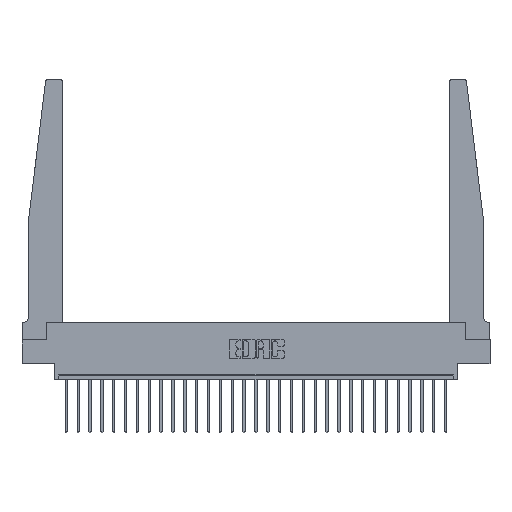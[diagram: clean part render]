
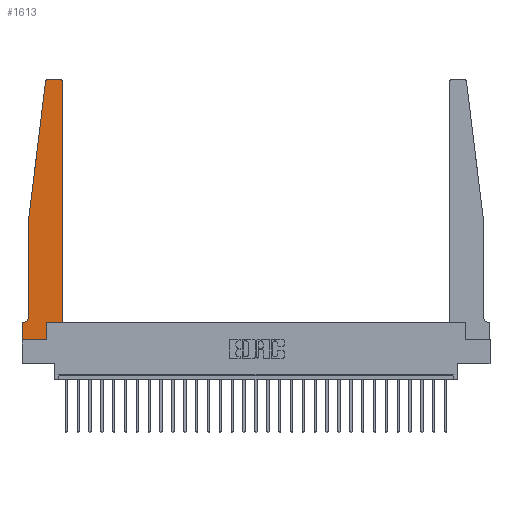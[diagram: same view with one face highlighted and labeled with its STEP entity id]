
A CAD part, top view. The second image highlights one B-rep face of the part: STEP entity #1613.
In plain terms, the highlighted planar face has unit normal (0, 0, 1).
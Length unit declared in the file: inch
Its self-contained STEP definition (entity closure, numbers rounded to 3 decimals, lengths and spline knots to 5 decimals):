
#287 = DIRECTION ( 'NONE',  ( 1., 0., 0. ) ) ;
#487 = DIRECTION ( 'NONE',  ( 1., 0., 0. ) ) ;
#494 = EDGE_CURVE ( 'NONE', #11683, #17517, #25801, .T. ) ;
#1045 = EDGE_CURVE ( 'NONE', #17517, #5839, #13803, .T. ) ;
#1464 = CARTESIAN_POINT ( 'NONE',  ( 0.065, 1.25, 0.37 ) ) ;
#1542 = AXIS2_PLACEMENT_3D ( 'NONE', #7458, #17620, #11577 ) ;
#1613 = ADVANCED_FACE ( 'NONE', ( #8987 ), #5002, .T. ) ;
#1656 = EDGE_CURVE ( 'NONE', #22465, #20923, #7684, .T. ) ;
#1668 = CARTESIAN_POINT ( 'NONE',  ( 0.015, 0.1875, 0.37 ) ) ;
#1754 = LINE ( 'NONE', #3021, #18204 ) ;
#2024 = EDGE_CURVE ( 'NONE', #14224, #22465, #17011, .T. ) ;
#2661 = ORIENTED_EDGE ( 'NONE', *, *, #1045, .T. ) ;
#3021 = CARTESIAN_POINT ( 'NONE',  ( 0.425, 0.18, 0.37 ) ) ;
#3318 = CARTESIAN_POINT ( 'NONE',  ( 0.065, 1.25, 0.37 ) ) ;
#3610 = AXIS2_PLACEMENT_3D ( 'NONE', #25247, #10744, #487 ) ;
#3691 = CARTESIAN_POINT ( 'NONE',  ( 0.015, 0.2375, 0.37 ) ) ;
#3976 = DIRECTION ( 'NONE',  ( 1., 0., 0. ) ) ;
#4723 = DIRECTION ( 'NONE',  ( 0., 0., 1. ) ) ;
#5002 = PLANE ( 'NONE',  #10091 ) ;
#5186 = VECTOR ( 'NONE', #287, 39.37008 ) ;
#5206 = CARTESIAN_POINT ( 'NONE',  ( 0.065, 1.25, 0.37 ) ) ;
#5759 = DIRECTION ( 'NONE',  ( -1., 0., 0. ) ) ;
#5839 = VERTEX_POINT ( 'NONE', #19361 ) ;
#5855 = CARTESIAN_POINT ( 'NONE',  ( 0., 0., 0.37 ) ) ;
#5958 = VERTEX_POINT ( 'NONE', #11592 ) ;
#6422 = ORIENTED_EDGE ( 'NONE', *, *, #1656, .T. ) ;
#6793 = VECTOR ( 'NONE', #15629, 39.37008 ) ;
#7380 = CARTESIAN_POINT ( 'NONE',  ( 0.2605, 0.18, 0.37 ) ) ;
#7458 = CARTESIAN_POINT ( 'NONE',  ( 0.27653, 2.72, 0.37 ) ) ;
#7684 = LINE ( 'NONE', #9126, #12509 ) ;
#8268 = EDGE_LOOP ( 'NONE', ( #19622, #26570, #9561, #2661, #24404, #24040, #6422, #23326, #24068, #11578, #19558, #8805 ) ) ;
#8412 = CIRCLE ( 'NONE', #10439, 0.05 ) ;
#8671 = VECTOR ( 'NONE', #17345, 39.37008 ) ;
#8761 = CARTESIAN_POINT ( 'NONE',  ( 0., 0.1875, 0.37 ) ) ;
#8805 = ORIENTED_EDGE ( 'NONE', *, *, #17817, .T. ) ;
#8987 = FACE_OUTER_BOUND ( 'NONE', #8268, .T. ) ;
#9126 = CARTESIAN_POINT ( 'NONE',  ( 0., 0., 0.37 ) ) ;
#9561 = ORIENTED_EDGE ( 'NONE', *, *, #494, .T. ) ;
#10077 = CARTESIAN_POINT ( 'NONE',  ( 0.065, 0.1875, 0.37 ) ) ;
#10091 = AXIS2_PLACEMENT_3D ( 'NONE', #8761, #4723, #14861 ) ;
#10439 = AXIS2_PLACEMENT_3D ( 'NONE', #3691, #12137, #5759 ) ;
#10744 = DIRECTION ( 'NONE',  ( 0., 0., 1. ) ) ;
#10796 = CARTESIAN_POINT ( 'NONE',  ( 0.2605, 0.18, 0.37 ) ) ;
#11223 = LINE ( 'NONE', #19049, #12164 ) ;
#11352 = DIRECTION ( 'NONE',  ( 0., -1., 0. ) ) ;
#11477 = VECTOR ( 'NONE', #3976, 39.37008 ) ;
#11522 = VECTOR ( 'NONE', #20325, 39.37008 ) ;
#11577 = DIRECTION ( 'NONE',  ( 1., 0., 0. ) ) ;
#11578 = ORIENTED_EDGE ( 'NONE', *, *, #14037, .T. ) ;
#11592 = CARTESIAN_POINT ( 'NONE',  ( 0.27653, 2.75, 0.37 ) ) ;
#11683 = VERTEX_POINT ( 'NONE', #16643 ) ;
#12137 = DIRECTION ( 'NONE',  ( 0., 0., -1. ) ) ;
#12164 = VECTOR ( 'NONE', #14987, 39.37008 ) ;
#12509 = VECTOR ( 'NONE', #11352, 39.37008 ) ;
#12646 = VERTEX_POINT ( 'NONE', #18149 ) ;
#13194 = EDGE_CURVE ( 'NONE', #5839, #14224, #8412, .T. ) ;
#13803 = LINE ( 'NONE', #5206, #8671 ) ;
#13950 = CARTESIAN_POINT ( 'NONE',  ( 0.425, 0.18, 0.37 ) ) ;
#14037 = EDGE_CURVE ( 'NONE', #20708, #16067, #16102, .T. ) ;
#14224 = VERTEX_POINT ( 'NONE', #1668 ) ;
#14556 = VERTEX_POINT ( 'NONE', #25584 ) ;
#14861 = DIRECTION ( 'NONE',  ( 1., 0., 0. ) ) ;
#14987 = DIRECTION ( 'NONE',  ( -1., 0., 0. ) ) ;
#15629 = DIRECTION ( 'NONE',  ( 0., 1., 0. ) ) ;
#16067 = VERTEX_POINT ( 'NONE', #13950 ) ;
#16102 = LINE ( 'NONE', #20727, #5186 ) ;
#16643 = CARTESIAN_POINT ( 'NONE',  ( 0.24675, 2.72367, 0.37 ) ) ;
#17011 = LINE ( 'NONE', #10077, #11522 ) ;
#17249 = CIRCLE ( 'NONE', #1542, 0.03 ) ;
#17345 = DIRECTION ( 'NONE',  ( 0., -1., 0. ) ) ;
#17517 = VERTEX_POINT ( 'NONE', #1464 ) ;
#17620 = DIRECTION ( 'NONE',  ( 0., 0., 1. ) ) ;
#17710 = DIRECTION ( 'NONE',  ( -0.122, -0.992, 0. ) ) ;
#17817 = EDGE_CURVE ( 'NONE', #12646, #24907, #23399, .T. ) ;
#18149 = CARTESIAN_POINT ( 'NONE',  ( 0.425, 2.72, 0.37 ) ) ;
#18204 = VECTOR ( 'NONE', #19414, 39.37008 ) ;
#19049 = CARTESIAN_POINT ( 'NONE',  ( 0.25, 2.75, 0.37 ) ) ;
#19361 = CARTESIAN_POINT ( 'NONE',  ( 0.065, 0.2375, 0.37 ) ) ;
#19414 = DIRECTION ( 'NONE',  ( 0., 1., 0. ) ) ;
#19558 = ORIENTED_EDGE ( 'NONE', *, *, #23424, .T. ) ;
#19622 = ORIENTED_EDGE ( 'NONE', *, *, #21400, .T. ) ;
#20325 = DIRECTION ( 'NONE',  ( -1., 0., 0. ) ) ;
#20708 = VERTEX_POINT ( 'NONE', #10796 ) ;
#20727 = CARTESIAN_POINT ( 'NONE',  ( 0.425, 0.18, 0.37 ) ) ;
#20923 = VERTEX_POINT ( 'NONE', #25903 ) ;
#21400 = EDGE_CURVE ( 'NONE', #24907, #5958, #11223, .T. ) ;
#21419 = LINE ( 'NONE', #5855, #11477 ) ;
#22465 = VERTEX_POINT ( 'NONE', #23453 ) ;
#22657 = EDGE_CURVE ( 'NONE', #20923, #14556, #21419, .T. ) ;
#23096 = EDGE_CURVE ( 'NONE', #5958, #11683, #17249, .T. ) ;
#23326 = ORIENTED_EDGE ( 'NONE', *, *, #22657, .T. ) ;
#23399 = CIRCLE ( 'NONE', #3610, 0.03 ) ;
#23424 = EDGE_CURVE ( 'NONE', #16067, #12646, #1754, .T. ) ;
#23453 = CARTESIAN_POINT ( 'NONE',  ( 0., 0.1875, 0.37 ) ) ;
#24040 = ORIENTED_EDGE ( 'NONE', *, *, #2024, .T. ) ;
#24068 = ORIENTED_EDGE ( 'NONE', *, *, #25796, .T. ) ;
#24404 = ORIENTED_EDGE ( 'NONE', *, *, #13194, .T. ) ;
#24705 = CARTESIAN_POINT ( 'NONE',  ( 0.395, 2.75, 0.37 ) ) ;
#24907 = VERTEX_POINT ( 'NONE', #24705 ) ;
#25058 = LINE ( 'NONE', #7380, #6793 ) ;
#25247 = CARTESIAN_POINT ( 'NONE',  ( 0.395, 2.72, 0.37 ) ) ;
#25584 = CARTESIAN_POINT ( 'NONE',  ( 0.2605, 0., 0.37 ) ) ;
#25796 = EDGE_CURVE ( 'NONE', #14556, #20708, #25058, .T. ) ;
#25801 = LINE ( 'NONE', #3318, #26453 ) ;
#25903 = CARTESIAN_POINT ( 'NONE',  ( 0., 0., 0.37 ) ) ;
#26453 = VECTOR ( 'NONE', #17710, 39.37008 ) ;
#26570 = ORIENTED_EDGE ( 'NONE', *, *, #23096, .T. ) ;
